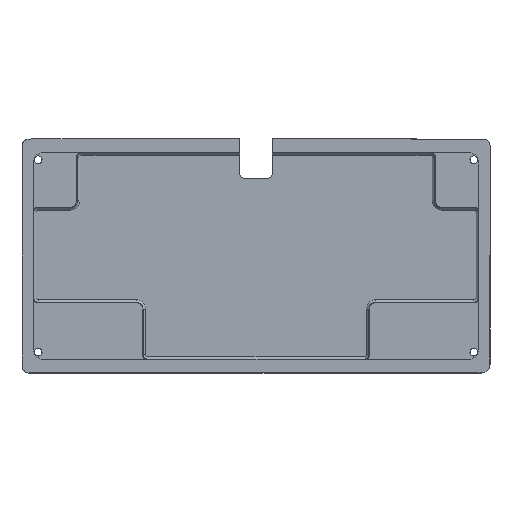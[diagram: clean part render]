
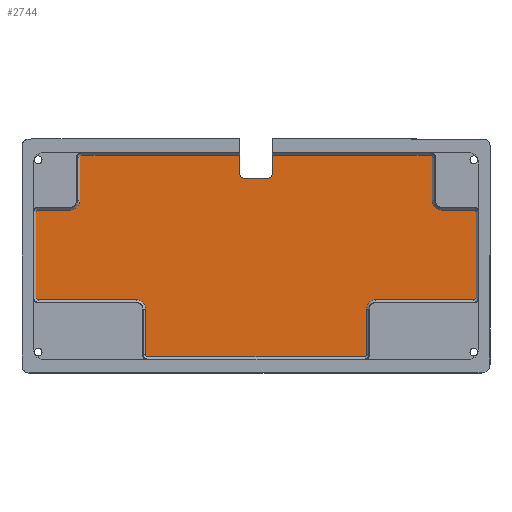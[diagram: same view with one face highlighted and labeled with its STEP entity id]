
A CAD part, top view. The second image highlights one B-rep face of the part: STEP entity #2744.
In plain terms, the highlighted planar face has unit normal (0, 0, 1).
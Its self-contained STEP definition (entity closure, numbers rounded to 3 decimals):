
#131=CIRCLE('',#2941,2.);
#132=CIRCLE('',#2943,2.);
#137=CIRCLE('',#2952,1.);
#138=CIRCLE('',#2953,4.);
#139=CIRCLE('',#2954,1.);
#140=CIRCLE('',#2955,1.);
#141=CIRCLE('',#2956,4.);
#142=CIRCLE('',#2957,1.);
#143=CIRCLE('',#2958,1.);
#144=CIRCLE('',#2959,4.);
#145=CIRCLE('',#2960,1.);
#146=CIRCLE('',#2961,1.);
#147=CIRCLE('',#2962,4.);
#148=CIRCLE('',#2963,1.);
#223=PLANE('',#2951);
#297=LINE('',#5935,#541);
#363=LINE('',#6122,#607);
#370=LINE('',#6136,#614);
#376=LINE('',#6157,#620);
#377=LINE('',#6161,#621);
#378=LINE('',#6165,#622);
#379=LINE('',#6169,#623);
#380=LINE('',#6173,#624);
#381=LINE('',#6177,#625);
#382=LINE('',#6181,#626);
#383=LINE('',#6185,#627);
#384=LINE('',#6189,#628);
#385=LINE('',#6193,#629);
#386=LINE('',#6197,#630);
#387=LINE('',#6201,#631);
#388=LINE('',#6204,#632);
#541=VECTOR('',#3161,10.);
#607=VECTOR('',#3373,10.);
#614=VECTOR('',#3382,10.);
#620=VECTOR('',#3400,10.);
#621=VECTOR('',#3403,10.);
#622=VECTOR('',#3406,10.);
#623=VECTOR('',#3409,10.);
#624=VECTOR('',#3412,10.);
#625=VECTOR('',#3415,10.);
#626=VECTOR('',#3418,10.);
#627=VECTOR('',#3421,10.);
#628=VECTOR('',#3424,10.);
#629=VECTOR('',#3427,10.);
#630=VECTOR('',#3430,10.);
#631=VECTOR('',#3433,10.);
#632=VECTOR('',#3436,10.);
#838=FACE_OUTER_BOUND('',#1015,.T.);
#1015=EDGE_LOOP('',(#2191,#2192,#2193,#2194,#2195,#2196,#2197,#2198,#2199,
#2200,#2201,#2202,#2203,#2204,#2205,#2206,#2207,#2208,#2209,#2210,#2211,
#2212,#2213,#2214,#2215,#2216,#2217,#2218,#2219,#2220));
#1247=VERTEX_POINT('',#5932);
#1248=VERTEX_POINT('',#5934);
#1294=VERTEX_POINT('',#6112);
#1295=VERTEX_POINT('',#6116);
#1296=VERTEX_POINT('',#6118);
#1302=VERTEX_POINT('',#6134);
#1311=VERTEX_POINT('',#6156);
#1312=VERTEX_POINT('',#6158);
#1313=VERTEX_POINT('',#6160);
#1314=VERTEX_POINT('',#6162);
#1315=VERTEX_POINT('',#6164);
#1316=VERTEX_POINT('',#6166);
#1317=VERTEX_POINT('',#6168);
#1318=VERTEX_POINT('',#6170);
#1319=VERTEX_POINT('',#6172);
#1320=VERTEX_POINT('',#6174);
#1321=VERTEX_POINT('',#6176);
#1322=VERTEX_POINT('',#6178);
#1323=VERTEX_POINT('',#6180);
#1324=VERTEX_POINT('',#6182);
#1325=VERTEX_POINT('',#6184);
#1326=VERTEX_POINT('',#6186);
#1327=VERTEX_POINT('',#6188);
#1328=VERTEX_POINT('',#6190);
#1329=VERTEX_POINT('',#6192);
#1330=VERTEX_POINT('',#6194);
#1331=VERTEX_POINT('',#6196);
#1332=VERTEX_POINT('',#6198);
#1333=VERTEX_POINT('',#6200);
#1334=VERTEX_POINT('',#6202);
#1516=EDGE_CURVE('',#1248,#1247,#297,.T.);
#1604=EDGE_CURVE('',#1247,#1294,#131,.T.);
#1606=EDGE_CURVE('',#1296,#1295,#132,.T.);
#1608=EDGE_CURVE('',#1294,#1296,#363,.T.);
#1615=EDGE_CURVE('',#1295,#1302,#370,.T.);
#1625=EDGE_CURVE('',#1311,#1302,#376,.T.);
#1626=EDGE_CURVE('',#1312,#1311,#137,.T.);
#1627=EDGE_CURVE('',#1313,#1312,#377,.T.);
#1628=EDGE_CURVE('',#1314,#1313,#138,.T.);
#1629=EDGE_CURVE('',#1315,#1314,#378,.T.);
#1630=EDGE_CURVE('',#1316,#1315,#139,.T.);
#1631=EDGE_CURVE('',#1317,#1316,#379,.T.);
#1632=EDGE_CURVE('',#1318,#1317,#140,.T.);
#1633=EDGE_CURVE('',#1319,#1318,#380,.T.);
#1634=EDGE_CURVE('',#1320,#1319,#141,.T.);
#1635=EDGE_CURVE('',#1321,#1320,#381,.T.);
#1636=EDGE_CURVE('',#1322,#1321,#142,.T.);
#1637=EDGE_CURVE('',#1323,#1322,#382,.T.);
#1638=EDGE_CURVE('',#1324,#1323,#143,.T.);
#1639=EDGE_CURVE('',#1325,#1324,#383,.T.);
#1640=EDGE_CURVE('',#1326,#1325,#144,.T.);
#1641=EDGE_CURVE('',#1327,#1326,#384,.T.);
#1642=EDGE_CURVE('',#1328,#1327,#145,.T.);
#1643=EDGE_CURVE('',#1329,#1328,#385,.T.);
#1644=EDGE_CURVE('',#1330,#1329,#146,.T.);
#1645=EDGE_CURVE('',#1331,#1330,#386,.T.);
#1646=EDGE_CURVE('',#1332,#1331,#147,.T.);
#1647=EDGE_CURVE('',#1333,#1332,#387,.T.);
#1648=EDGE_CURVE('',#1334,#1333,#148,.T.);
#1649=EDGE_CURVE('',#1248,#1334,#388,.T.);
#2191=ORIENTED_EDGE('',*,*,#1516,.T.);
#2192=ORIENTED_EDGE('',*,*,#1604,.T.);
#2193=ORIENTED_EDGE('',*,*,#1608,.T.);
#2194=ORIENTED_EDGE('',*,*,#1606,.T.);
#2195=ORIENTED_EDGE('',*,*,#1615,.T.);
#2196=ORIENTED_EDGE('',*,*,#1625,.F.);
#2197=ORIENTED_EDGE('',*,*,#1626,.F.);
#2198=ORIENTED_EDGE('',*,*,#1627,.F.);
#2199=ORIENTED_EDGE('',*,*,#1628,.F.);
#2200=ORIENTED_EDGE('',*,*,#1629,.F.);
#2201=ORIENTED_EDGE('',*,*,#1630,.F.);
#2202=ORIENTED_EDGE('',*,*,#1631,.F.);
#2203=ORIENTED_EDGE('',*,*,#1632,.F.);
#2204=ORIENTED_EDGE('',*,*,#1633,.F.);
#2205=ORIENTED_EDGE('',*,*,#1634,.F.);
#2206=ORIENTED_EDGE('',*,*,#1635,.F.);
#2207=ORIENTED_EDGE('',*,*,#1636,.F.);
#2208=ORIENTED_EDGE('',*,*,#1637,.F.);
#2209=ORIENTED_EDGE('',*,*,#1638,.F.);
#2210=ORIENTED_EDGE('',*,*,#1639,.F.);
#2211=ORIENTED_EDGE('',*,*,#1640,.F.);
#2212=ORIENTED_EDGE('',*,*,#1641,.F.);
#2213=ORIENTED_EDGE('',*,*,#1642,.F.);
#2214=ORIENTED_EDGE('',*,*,#1643,.F.);
#2215=ORIENTED_EDGE('',*,*,#1644,.F.);
#2216=ORIENTED_EDGE('',*,*,#1645,.F.);
#2217=ORIENTED_EDGE('',*,*,#1646,.F.);
#2218=ORIENTED_EDGE('',*,*,#1647,.F.);
#2219=ORIENTED_EDGE('',*,*,#1648,.F.);
#2220=ORIENTED_EDGE('',*,*,#1649,.F.);
#2744=ADVANCED_FACE('',(#838),#223,.T.);
#2941=AXIS2_PLACEMENT_3D('',#6114,#3363,#3364);
#2943=AXIS2_PLACEMENT_3D('',#6119,#3368,#3369);
#2951=AXIS2_PLACEMENT_3D('',#6155,#3398,#3399);
#2952=AXIS2_PLACEMENT_3D('',#6159,#3401,#3402);
#2953=AXIS2_PLACEMENT_3D('',#6163,#3404,#3405);
#2954=AXIS2_PLACEMENT_3D('',#6167,#3407,#3408);
#2955=AXIS2_PLACEMENT_3D('',#6171,#3410,#3411);
#2956=AXIS2_PLACEMENT_3D('',#6175,#3413,#3414);
#2957=AXIS2_PLACEMENT_3D('',#6179,#3416,#3417);
#2958=AXIS2_PLACEMENT_3D('',#6183,#3419,#3420);
#2959=AXIS2_PLACEMENT_3D('',#6187,#3422,#3423);
#2960=AXIS2_PLACEMENT_3D('',#6191,#3425,#3426);
#2961=AXIS2_PLACEMENT_3D('',#6195,#3428,#3429);
#2962=AXIS2_PLACEMENT_3D('',#6199,#3431,#3432);
#2963=AXIS2_PLACEMENT_3D('',#6203,#3434,#3435);
#3161=DIRECTION('',(0.,-1.,0.));
#3363=DIRECTION('center_axis',(0.,0.,-1.));
#3364=DIRECTION('ref_axis',(0.,-1.,0.));
#3368=DIRECTION('center_axis',(0.,0.,-1.));
#3369=DIRECTION('ref_axis',(-1.,0.,0.));
#3373=DIRECTION('',(-1.,0.,0.));
#3382=DIRECTION('',(0.,1.,0.));
#3398=DIRECTION('center_axis',(0.,0.,1.));
#3399=DIRECTION('ref_axis',(-1.,0.,0.));
#3400=DIRECTION('',(1.,0.,0.));
#3401=DIRECTION('center_axis',(0.,0.,-1.));
#3402=DIRECTION('ref_axis',(-0.707,0.707,0.));
#3403=DIRECTION('',(0.,1.,0.));
#3404=DIRECTION('center_axis',(0.,0.,1.));
#3405=DIRECTION('ref_axis',(0.,-1.,0.));
#3406=DIRECTION('',(1.,0.,0.));
#3407=DIRECTION('center_axis',(0.,0.,-1.));
#3408=DIRECTION('ref_axis',(-0.707,0.707,0.));
#3409=DIRECTION('',(0.,1.,0.));
#3410=DIRECTION('center_axis',(0.,0.,-1.));
#3411=DIRECTION('ref_axis',(-0.707,-0.707,0.));
#3412=DIRECTION('',(-1.,0.,0.));
#3413=DIRECTION('center_axis',(0.,0.,1.));
#3414=DIRECTION('ref_axis',(1.,0.,0.));
#3415=DIRECTION('',(0.,1.,0.));
#3416=DIRECTION('center_axis',(0.,0.,-1.));
#3417=DIRECTION('ref_axis',(-0.707,-0.707,0.));
#3418=DIRECTION('',(-1.,0.,0.));
#3419=DIRECTION('center_axis',(0.,0.,-1.));
#3420=DIRECTION('ref_axis',(0.707,-0.707,0.));
#3421=DIRECTION('',(0.,-1.,0.));
#3422=DIRECTION('center_axis',(0.,0.,1.));
#3423=DIRECTION('ref_axis',(0.,1.,0.));
#3424=DIRECTION('',(-1.,0.,0.));
#3425=DIRECTION('center_axis',(0.,0.,-1.));
#3426=DIRECTION('ref_axis',(0.707,-0.707,0.));
#3427=DIRECTION('',(0.,-1.,0.));
#3428=DIRECTION('center_axis',(0.,0.,-1.));
#3429=DIRECTION('ref_axis',(0.707,0.707,0.));
#3430=DIRECTION('',(1.,0.,0.));
#3431=DIRECTION('center_axis',(0.,0.,1.));
#3432=DIRECTION('ref_axis',(-1.,0.,0.));
#3433=DIRECTION('',(0.,-1.,0.));
#3434=DIRECTION('center_axis',(0.,0.,-1.));
#3435=DIRECTION('ref_axis',(0.707,0.707,0.));
#3436=DIRECTION('',(1.,0.,0.));
#5932=CARTESIAN_POINT('',(102.25,-7.477,-9.));
#5934=CARTESIAN_POINT('',(102.25,0.523,-9.));
#5935=CARTESIAN_POINT('',(102.25,-16.908,-9.));
#6112=CARTESIAN_POINT('',(100.25,-9.477,-9.));
#6114=CARTESIAN_POINT('Origin',(100.25,-7.477,-9.));
#6116=CARTESIAN_POINT('',(88.25,-7.477,-9.));
#6118=CARTESIAN_POINT('',(90.25,-9.477,-9.));
#6119=CARTESIAN_POINT('Origin',(90.25,-7.477,-9.));
#6122=CARTESIAN_POINT('',(97.75,-9.477,-9.));
#6134=CARTESIAN_POINT('',(88.25,0.523,-9.));
#6136=CARTESIAN_POINT('',(88.25,-25.408,-9.));
#6155=CARTESIAN_POINT('Origin',(95.25,-43.339,-9.));
#6156=CARTESIAN_POINT('',(19.575,0.523,-9.));
#6157=CARTESIAN_POINT('',(56.413,0.523,-9.));
#6158=CARTESIAN_POINT('',(18.575,-0.477,-9.));
#6159=CARTESIAN_POINT('Origin',(19.575,-0.477,-9.));
#6160=CARTESIAN_POINT('',(18.575,-19.338,-9.));
#6161=CARTESIAN_POINT('',(18.575,-31.338,-9.));
#6162=CARTESIAN_POINT('',(14.575,-23.338,-9.));
#6163=CARTESIAN_POINT('Origin',(14.575,-19.338,-9.));
#6164=CARTESIAN_POINT('',(0.525,-23.338,-9.));
#6165=CARTESIAN_POINT('',(46.887,-23.338,-9.));
#6166=CARTESIAN_POINT('',(-0.475,-24.338,-9.));
#6167=CARTESIAN_POINT('Origin',(0.525,-24.338,-9.));
#6168=CARTESIAN_POINT('',(-0.475,-61.388,-9.));
#6169=CARTESIAN_POINT('',(-0.475,-53.363,-9.));
#6170=CARTESIAN_POINT('',(0.525,-62.388,-9.));
#6171=CARTESIAN_POINT('Origin',(0.525,-61.388,-9.));
#6172=CARTESIAN_POINT('',(43.15,-62.388,-9.));
#6173=CARTESIAN_POINT('',(69.2,-62.388,-9.));
#6174=CARTESIAN_POINT('',(47.15,-66.388,-9.));
#6175=CARTESIAN_POINT('Origin',(43.15,-66.388,-9.));
#6176=CARTESIAN_POINT('',(47.15,-86.2,-9.));
#6177=CARTESIAN_POINT('',(47.15,-65.769,-9.));
#6178=CARTESIAN_POINT('',(48.15,-87.2,-9.));
#6179=CARTESIAN_POINT('Origin',(48.15,-86.2,-9.));
#6180=CARTESIAN_POINT('',(142.35,-87.2,-9.));
#6181=CARTESIAN_POINT('',(119.8,-87.2,-9.));
#6182=CARTESIAN_POINT('',(143.35,-86.2,-9.));
#6183=CARTESIAN_POINT('Origin',(142.35,-86.2,-9.));
#6184=CARTESIAN_POINT('',(143.35,-66.388,-9.));
#6185=CARTESIAN_POINT('',(143.35,-54.863,-9.));
#6186=CARTESIAN_POINT('',(147.35,-62.388,-9.));
#6187=CARTESIAN_POINT('Origin',(147.35,-66.388,-9.));
#6188=CARTESIAN_POINT('',(189.975,-62.388,-9.));
#6189=CARTESIAN_POINT('',(143.613,-62.388,-9.));
#6190=CARTESIAN_POINT('',(190.975,-61.388,-9.));
#6191=CARTESIAN_POINT('Origin',(189.975,-61.388,-9.));
#6192=CARTESIAN_POINT('',(190.975,-24.338,-9.));
#6193=CARTESIAN_POINT('',(190.975,-32.838,-9.));
#6194=CARTESIAN_POINT('',(189.975,-23.338,-9.));
#6195=CARTESIAN_POINT('Origin',(189.975,-24.338,-9.));
#6196=CARTESIAN_POINT('',(175.925,-23.338,-9.));
#6197=CARTESIAN_POINT('',(135.588,-23.338,-9.));
#6198=CARTESIAN_POINT('',(171.925,-19.338,-9.));
#6199=CARTESIAN_POINT('Origin',(175.925,-19.338,-9.));
#6200=CARTESIAN_POINT('',(171.925,-0.478,-9.));
#6201=CARTESIAN_POINT('',(171.925,-20.908,-9.));
#6202=CARTESIAN_POINT('',(170.925,0.522,-9.));
#6203=CARTESIAN_POINT('Origin',(170.925,-0.478,-9.));
#6204=CARTESIAN_POINT('',(56.413,0.523,-9.));
